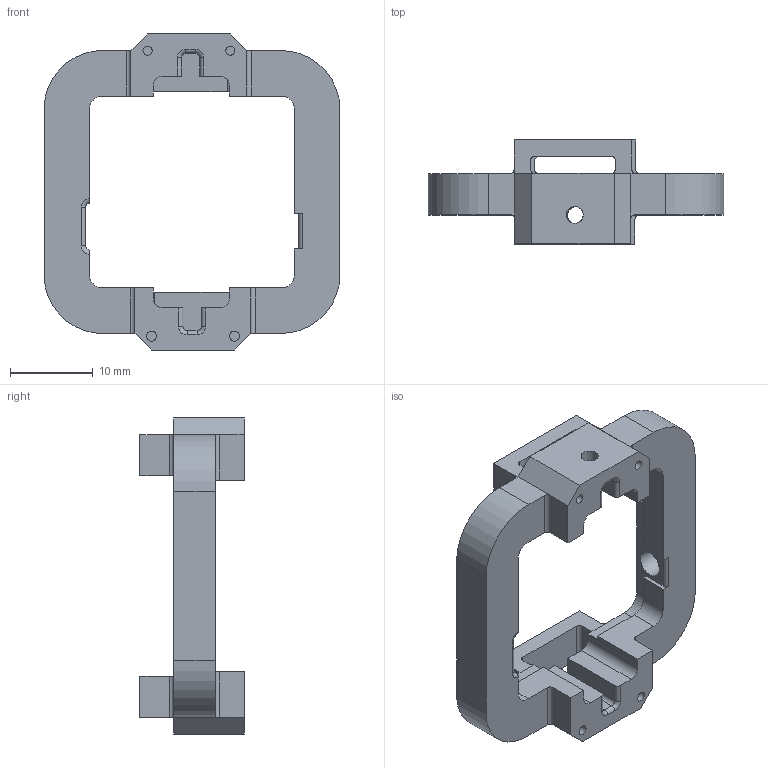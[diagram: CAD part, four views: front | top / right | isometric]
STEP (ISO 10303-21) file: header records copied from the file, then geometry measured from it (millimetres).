
FILE_DESCRIPTION(/* description */ (''),/* implementation_level */ '2;1');
FILE_NAME(/* name */ 'TopFrame.step',/* time_stamp */ '2022-05-26T16:27:29+08:00',/* author */ (''),/* organization */ (''),/* preprocessor_version */ 'ST-DEVELOPER v19',/* originating_system */ 'Autodesk Translation Framework v11.7.0.108',/* authorisation */ '');
FILE_SCHEMA (('AUTOMOTIVE_DESIGN { 1 0 10303 214 3 1 1 }'));
Length unit declared in the file: millimetre
Products named in the file (1): BottmTopFrame
Bounding box: 35.72 x 12.6 x 38.15 mm (x, y, z)
Volume: 3716.7 mm3; surface area: 3347.1 mm2
Topology: 1 solids, 1 shells, 168 faces, 480 edges, 311 vertices
Faces by surface type: plane 106, cylinder 56, torus 6
Full cylindrical faces by diameter (mm): 1.1 x2, 1.2 x2, 2.075 x2
Entity records: 5586 total; most frequent: CARTESIAN_POINT 1044, ORIENTED_EDGE 960, DIRECTION 936, EDGE_CURVE 480, LINE 346, VECTOR 346, VERTEX_POINT 311, AXIS2_PLACEMENT_3D 295
